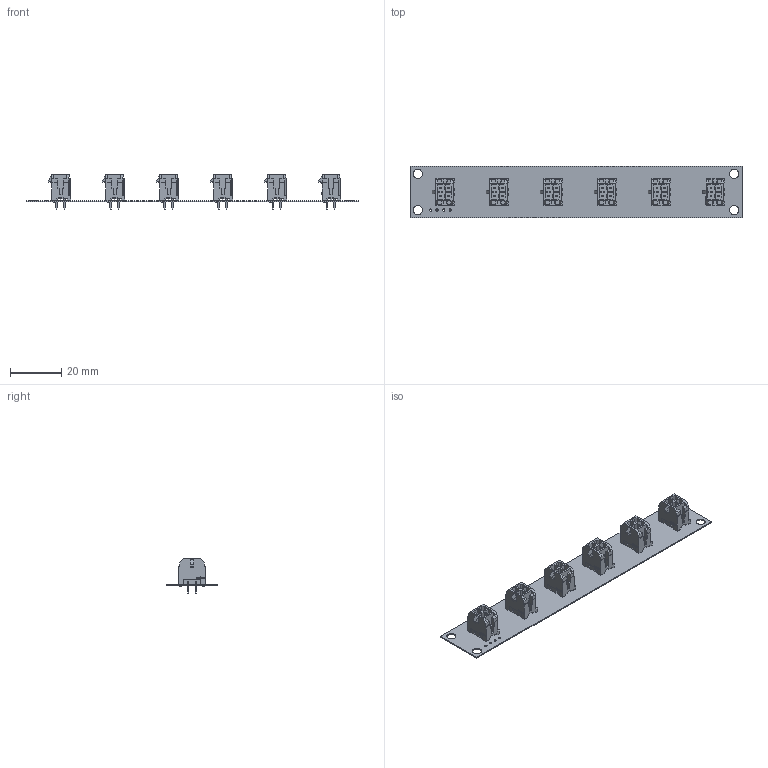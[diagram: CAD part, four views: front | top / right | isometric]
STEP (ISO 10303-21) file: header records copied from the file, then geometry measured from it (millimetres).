
FILE_DESCRIPTION(('Open CASCADE Model'),'2;1');
FILE_NAME('Open CASCADE Shape Model','2023-12-22T11:48:43',('Author'),( 'Open CASCADE'),'Open CASCADE STEP processor 7.5','Open CASCADE 7.5' ,'Unknown');
FILE_SCHEMA(('AUTOMOTIVE_DESIGN { 1 0 10303 214 1 1 1 1 }'));
Length unit declared in the file: millimetre
Products named in the file (13): PCB; Board; Open CASCADE STEP translator 7.5 1.1.1; J6; Conn_Molex_43045-0427_eec; terminal_; logo; body; J5; J4; J3; J2; J1
Assembly tree (17 placements, depth 4):
  PCB
    Board
      Open CASCADE STEP translator 7.5 1.1.1
    J6
      Conn_Molex_43045-0427_eec
        terminal_
        logo
        body
    J5
      Conn_Molex_43045-0427_eec
        terminal_
        logo
        body
    J4
      Conn_Molex_43045-0427_eec
        terminal_
        logo
        body
    J3
      Conn_Molex_43045-0427_eec
        terminal_
        logo
        body
    J2
      Conn_Molex_43045-0427_eec
        terminal_
        logo
        body
    J1
      Conn_Molex_43045-0427_eec
        terminal_
        logo
        body
Bounding box: 129 x 20 x 13.59 mm (x, y, z)
Volume: 3744.2 mm3; surface area: 11027.4 mm2
Topology: 67 solids, 67 shells, 2234 faces, 5958 edges, 3888 vertices
Faces by surface type: plane 1764, bspline 396, cylinder 62, cone 12
Full cylindrical faces by diameter (mm): 0.86 x12, 0.9 x4, 1.02 x36, 3.6 x4
Entity records: 13587 total; most frequent: CARTESIAN_POINT 2919, ORIENTED_EDGE 2226, DIRECTION 1919, EDGE_CURVE 1113, LINE 883, VECTOR 883, VERTEX_POINT 728, FACE_BOUND 519
